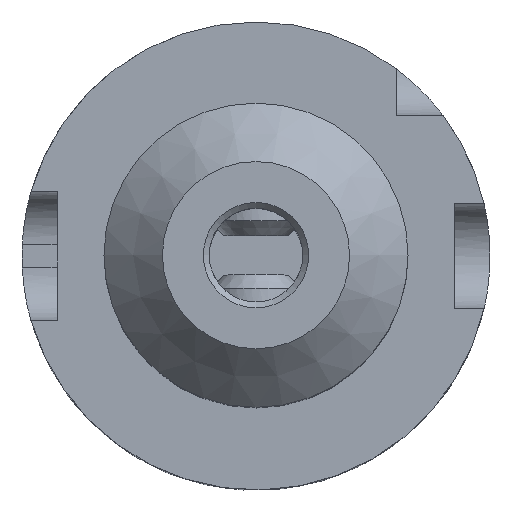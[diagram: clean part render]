
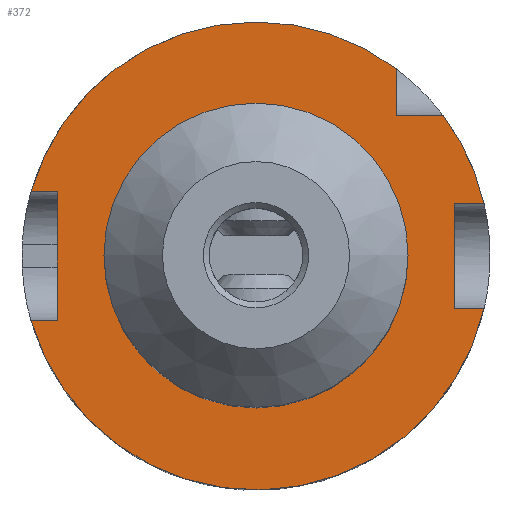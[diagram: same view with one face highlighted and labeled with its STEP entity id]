
A CAD part, top view. The second image highlights one B-rep face of the part: STEP entity #372.
In plain terms, the highlighted planar face has unit normal (0, 0, 1).
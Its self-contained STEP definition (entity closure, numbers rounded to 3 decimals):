
#108=FACE_BOUND('',#577,.T.);
#109=FACE_BOUND('',#578,.T.);
#149=PLANE('',#1722);
#240=LINE('',#2963,#303);
#241=LINE('',#2965,#304);
#242=LINE('',#2967,#305);
#243=LINE('',#2971,#306);
#244=LINE('',#2973,#307);
#245=LINE('',#2975,#308);
#246=LINE('',#2976,#309);
#247=LINE('',#2978,#310);
#303=VECTOR('',#1990,1.);
#304=VECTOR('',#1991,1.);
#305=VECTOR('',#1992,1.);
#306=VECTOR('',#1995,1.);
#307=VECTOR('',#1996,1.);
#308=VECTOR('',#1997,1.);
#309=VECTOR('',#1998,1.);
#310=VECTOR('',#1999,1.);
#372=ADVANCED_FACE('',(#108,#109),#149,.T.);
#577=EDGE_LOOP('',(#871,#872,#873,#874,#875,#876,#877,#878,#879,#880,#881));
#578=EDGE_LOOP('',(#882));
#667=CIRCLE('',#1651,20.);
#676=CIRCLE('',#1666,20.);
#704=CIRCLE('',#1719,13.);
#705=CIRCLE('',#1721,20.);
#871=ORIENTED_EDGE('',*,*,#1451,.F.);
#872=ORIENTED_EDGE('',*,*,#1452,.F.);
#873=ORIENTED_EDGE('',*,*,#1453,.F.);
#874=ORIENTED_EDGE('',*,*,#1454,.F.);
#875=ORIENTED_EDGE('',*,*,#1455,.F.);
#876=ORIENTED_EDGE('',*,*,#1456,.F.);
#877=ORIENTED_EDGE('',*,*,#1457,.F.);
#878=ORIENTED_EDGE('',*,*,#1369,.F.);
#879=ORIENTED_EDGE('',*,*,#1458,.F.);
#880=ORIENTED_EDGE('',*,*,#1459,.F.);
#881=ORIENTED_EDGE('',*,*,#1345,.F.);
#882=ORIENTED_EDGE('',*,*,#1450,.F.);
#1190=VERTEX_POINT('',#2244);
#1191=VERTEX_POINT('',#2246);
#1210=VERTEX_POINT('',#2381);
#1211=VERTEX_POINT('',#2383);
#1279=VERTEX_POINT('',#2961);
#1280=VERTEX_POINT('',#2964);
#1281=VERTEX_POINT('',#2966);
#1282=VERTEX_POINT('',#2968);
#1283=VERTEX_POINT('',#2970);
#1284=VERTEX_POINT('',#2972);
#1285=VERTEX_POINT('',#2974);
#1286=VERTEX_POINT('',#2977);
#1345=EDGE_CURVE('',#1190,#1191,#667,.T.);
#1369=EDGE_CURVE('',#1211,#1210,#676,.T.);
#1450=EDGE_CURVE('',#1279,#1279,#704,.T.);
#1451=EDGE_CURVE('',#1280,#1190,#240,.T.);
#1452=EDGE_CURVE('',#1281,#1280,#241,.T.);
#1453=EDGE_CURVE('',#1282,#1281,#242,.T.);
#1454=EDGE_CURVE('',#1283,#1282,#705,.T.);
#1455=EDGE_CURVE('',#1284,#1283,#243,.T.);
#1456=EDGE_CURVE('',#1285,#1284,#244,.T.);
#1457=EDGE_CURVE('',#1210,#1285,#245,.T.);
#1458=EDGE_CURVE('',#1286,#1211,#246,.T.);
#1459=EDGE_CURVE('',#1191,#1286,#247,.T.);
#1651=AXIS2_PLACEMENT_3D('',#2245,#1829,#1830);
#1666=AXIS2_PLACEMENT_3D('',#2384,#1864,#1865);
#1719=AXIS2_PLACEMENT_3D('',#2960,#1986,#1987);
#1721=AXIS2_PLACEMENT_3D('',#2969,#1993,#1994);
#1722=AXIS2_PLACEMENT_3D('',#2979,#2000,#2001);
#1829=DIRECTION('',(0.,0.,-1.));
#1830=DIRECTION('',(1.,0.,0.));
#1864=DIRECTION('',(0.,0.,-1.));
#1865=DIRECTION('',(1.,0.,0.));
#1986=DIRECTION('',(0.,0.,1.));
#1987=DIRECTION('',(-1.,0.,0.));
#1990=DIRECTION('',(-1.,0.,0.));
#1991=DIRECTION('',(0.,1.,0.));
#1992=DIRECTION('',(1.,0.,0.));
#1993=DIRECTION('',(0.,0.,-1.));
#1994=DIRECTION('',(1.,0.,0.));
#1995=DIRECTION('',(1.,0.,0.));
#1996=DIRECTION('',(0.,-1.,0.));
#1997=DIRECTION('',(-1.,0.,0.));
#1998=DIRECTION('',(1.,0.,0.));
#1999=DIRECTION('',(0.,-1.,0.));
#2000=DIRECTION('',(0.,0.,1.));
#2001=DIRECTION('',(1.,0.,0.));
#2244=CARTESIAN_POINT('',(-19.229,5.5,20.));
#2245=CARTESIAN_POINT('',(0.,0.,20.));
#2246=CARTESIAN_POINT('',(12.,16.,20.));
#2381=CARTESIAN_POINT('',(19.487,4.5,20.));
#2383=CARTESIAN_POINT('',(16.,12.,20.));
#2384=CARTESIAN_POINT('',(0.,0.,20.));
#2960=CARTESIAN_POINT('',(0.,0.,20.));
#2961=CARTESIAN_POINT('',(-13.,0.,20.));
#2963=CARTESIAN_POINT('',(0.,5.5,20.));
#2964=CARTESIAN_POINT('',(-17.,5.5,20.));
#2965=CARTESIAN_POINT('',(-17.,0.,20.));
#2966=CARTESIAN_POINT('',(-17.,-5.5,20.));
#2967=CARTESIAN_POINT('',(0.,-5.5,20.));
#2968=CARTESIAN_POINT('',(-19.229,-5.5,20.));
#2969=CARTESIAN_POINT('',(0.,0.,20.));
#2970=CARTESIAN_POINT('',(19.487,-4.5,20.));
#2971=CARTESIAN_POINT('',(0.,-4.5,20.));
#2972=CARTESIAN_POINT('',(17.,-4.5,20.));
#2973=CARTESIAN_POINT('',(17.,0.,20.));
#2974=CARTESIAN_POINT('',(17.,4.5,20.));
#2975=CARTESIAN_POINT('',(0.,4.5,20.));
#2976=CARTESIAN_POINT('',(0.,12.,20.));
#2977=CARTESIAN_POINT('',(12.,12.,20.));
#2978=CARTESIAN_POINT('',(12.,0.,20.));
#2979=CARTESIAN_POINT('',(0.,0.,20.));
